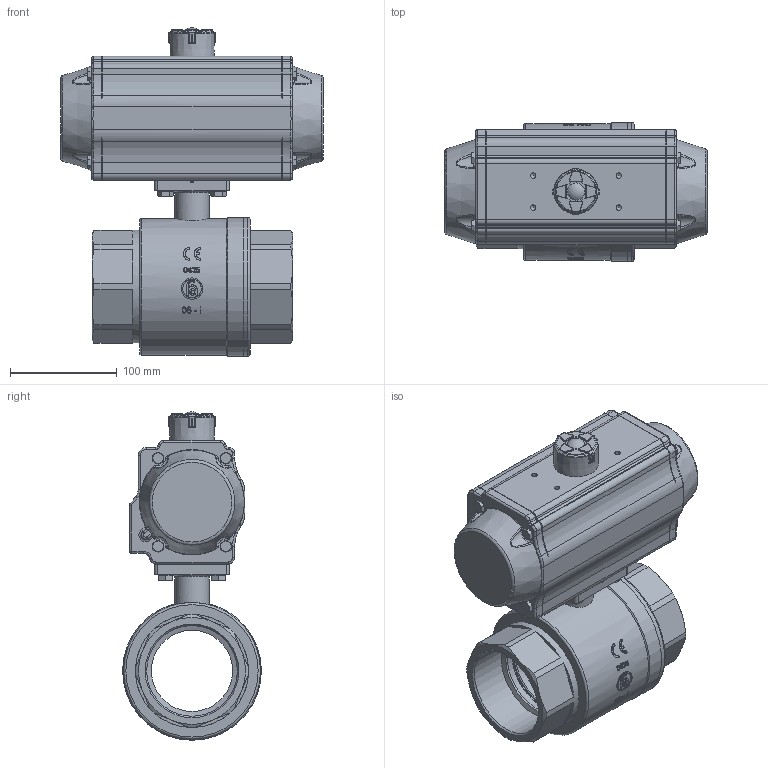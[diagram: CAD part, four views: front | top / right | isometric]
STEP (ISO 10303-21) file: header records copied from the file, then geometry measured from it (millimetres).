
FILE_DESCRIPTION(/* description */ ('Unknown'),/* implementation_level */ '2;1');
FILE_NAME(/* name */ 'FR04 0767-11',/* time_stamp */ '2022-10-17T12:48:10+02:00',/* author */ ('Unknown'),/* organization */ ('Unknown'),/* preprocessor_version */ 'ST-DEVELOPER v16.7',/* originating_system */ 'Solid Edge',/* authorisation */ 'Unknown');
FILE_SCHEMA (('AUTOMOTIVE_DESIGN {1 0 10303 214 3 1 1}'));
Length unit declared in the file: millimetre
Products named in the file (19): DW05_FR040767-11; 2.110.080_(767-11); LA0160#14080; OR0072#V85; SE0164#080; LA3220#080; AT0042#52; OR0072#V51; LA0161#080; RO0079#13; DIN 933 M8x25 A2-70 BLK_EDST; DW05_FR04_(DW110_FR81); ____; ________(___________; _____________; ______; hexagon head bolts--product grade c gb_GB_FASTENER_BOLT_HHBC M6X30-N; cup head nib bolts with large head gb_GB_FASTENER_BOLT_CHNBW M6X25-N; KP-88
Assembly tree (33 placements, depth 4):
  DW05_FR040767-11
    2.110.080_(767-11)
      LA0160#14080
      OR0072#V85  x2
      SE0164#080  x2
      LA3220#080
      AT0042#52
      OR0072#V51  x2
      LA0161#080
      RO0079#13
    DIN 933 M8x25 A2-70 BLK_EDST  x4
    DW05_FR04_(DW110_FR81)
      ____
        ________(___________  x2
        _____________  x2
        ______
      hexagon head bolts--product grade c gb_GB_FASTENER_BOLT_HHBC M6X30-N  x8
      cup head nib bolts with large head gb_GB_FASTENER_BOLT_CHNBW M6X25-N
      KP-88
Bounding box: 246 x 130 x 307.81 mm (x, y, z)
Volume: 3170677.6 mm3; surface area: 464108.3 mm2
Topology: 30 solids, 30 shells, 1475 faces, 3475 edges, 2127 vertices
Faces by surface type: plane 563, cylinder 417, cone 180, bspline 174, torus 128, sphere 13
Full cylindrical faces by diameter (mm): 3 x16, 3.3 x10, 3.341 x1, 4.2 x4, 4.66 x1, 5 x17, 6 x9, 6.2 x1, 6.8 x4, 8 x4, 8.5 x4, 8.8 x2, 13 x4, 15.5 x2, 17.345 x1, 19.98 x3, 20 x2, 20.1 x1, 20.5 x1, 24 x2, 24.6 x1, 24.8 x1, 25 x1, 30 x1, 32 x1, 35.2 x1, 38.5 x1, 59 x1, 76 x5, 78 x2
Entity records: 43225 total; most frequent: CARTESIAN_POINT 16171, DIRECTION 5039, ORIENTED_EDGE 4770, EDGE_CURVE 2385, AXIS2_PLACEMENT_3D 2050, VERTEX_POINT 1604, FACE_BOUND 1453, EDGE_LOOP 1428
